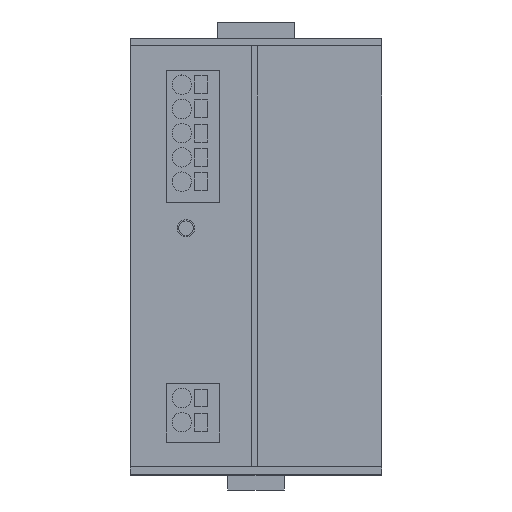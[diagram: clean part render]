
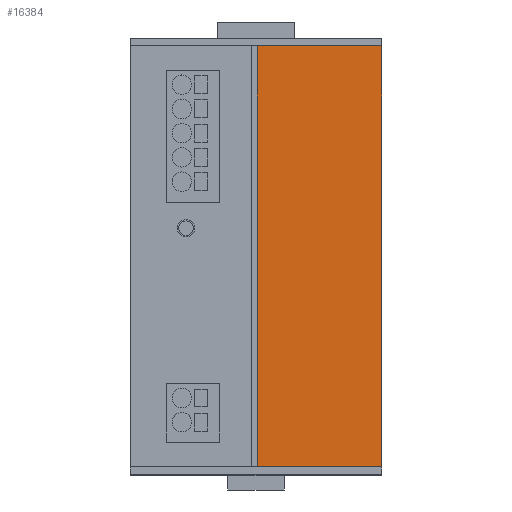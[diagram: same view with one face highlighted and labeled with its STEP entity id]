
A CAD part, top view. The second image highlights one B-rep face of the part: STEP entity #16384.
In plain terms, the highlighted planar face has unit normal (0, 0, 1).
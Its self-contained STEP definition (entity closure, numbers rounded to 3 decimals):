
#1721=VERTEX_POINT('',#25110);
#1722=VERTEX_POINT('',#25112);
#1727=VERTEX_POINT('',#25128);
#1728=VERTEX_POINT('',#25130);
#4031=VECTOR('',#20328,1.);
#4039=VECTOR('',#20339,1.);
#4040=VECTOR('',#20340,1.);
#4041=VECTOR('',#20341,1.);
#6380=LINE('',#25111,#4031);
#6388=LINE('',#25127,#4039);
#6389=LINE('',#25129,#4040);
#6390=LINE('',#25131,#4041);
#8736=EDGE_CURVE('',#1722,#1721,#6380,.T.);
#8744=EDGE_CURVE('',#1721,#1727,#6388,.T.);
#8745=EDGE_CURVE('',#1727,#1728,#6389,.T.);
#8746=EDGE_CURVE('',#1728,#1722,#6390,.T.);
#13286=ORIENTED_EDGE('',*,*,#8736,.T.);
#13287=ORIENTED_EDGE('',*,*,#8744,.T.);
#13288=ORIENTED_EDGE('',*,*,#8745,.T.);
#13289=ORIENTED_EDGE('',*,*,#8746,.T.);
#14555=EDGE_LOOP('',(#13286,#13287,#13288,#13289));
#15492=FACE_BOUND('',#14555,.T.);
#16384=ADVANCED_FACE('',(#15492),#26349,.T.);
#17249=AXIS2_PLACEMENT_3D('',#25126,#20338,$);
#20328=DIRECTION('',(0.,-1.,0.));
#20338=DIRECTION('',(0.,0.,1.));
#20339=DIRECTION('',(1.,0.,0.));
#20340=DIRECTION('',(0.,1.,0.));
#20341=DIRECTION('',(-1.,0.,0.));
#25110=CARTESIAN_POINT('',(0.3,-43.4,0.));
#25111=CARTESIAN_POINT('',(0.3,0.,0.));
#25112=CARTESIAN_POINT('',(0.3,43.4,0.));
#25126=CARTESIAN_POINT('',(0.,0.,0.));
#25127=CARTESIAN_POINT('',(-25.9,-43.4,0.));
#25128=CARTESIAN_POINT('',(25.9,-43.4,0.));
#25129=CARTESIAN_POINT('',(25.9,-43.4,0.));
#25130=CARTESIAN_POINT('',(25.9,43.4,0.));
#25131=CARTESIAN_POINT('',(25.9,43.4,0.));
#26349=PLANE('',#17249);
